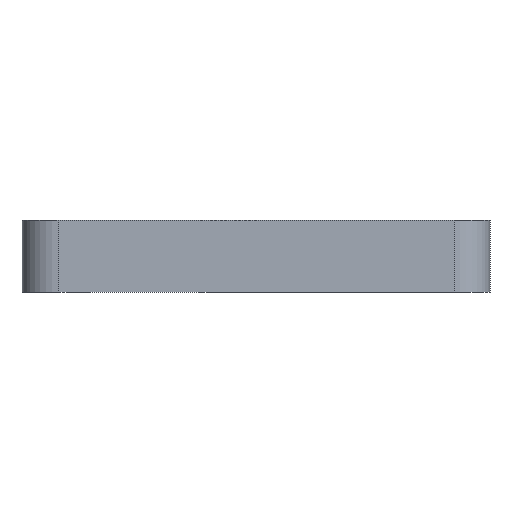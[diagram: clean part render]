
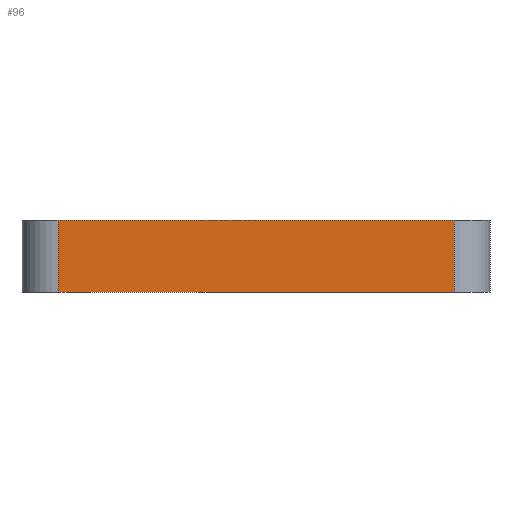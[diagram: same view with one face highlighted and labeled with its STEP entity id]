
A CAD part, front view. The second image highlights one B-rep face of the part: STEP entity #96.
In plain terms, the highlighted planar face has unit normal (0, -1, 0).
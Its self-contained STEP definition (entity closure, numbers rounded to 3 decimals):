
#2 = VECTOR ( 'NONE', #649, 1000. ) ;
#76 = EDGE_LOOP ( 'NONE', ( #1120, #381, #975, #1324 ) ) ;
#81 = VERTEX_POINT ( 'NONE', #101 ) ;
#96 = ADVANCED_FACE ( 'NONE', ( #734 ), #884, .F. ) ;
#101 = CARTESIAN_POINT ( 'NONE',  ( -27.5, -27.5, 10. ) ) ;
#147 = CARTESIAN_POINT ( 'NONE',  ( 27.5, -27.5, 10. ) ) ;
#225 = DIRECTION ( 'NONE',  ( 0., 1., 0. ) ) ;
#245 = EDGE_CURVE ( 'NONE', #486, #399, #1129, .T. ) ;
#293 = VECTOR ( 'NONE', #706, 1000. ) ;
#324 = DIRECTION ( 'NONE',  ( 0., 0., -1. ) ) ;
#348 = LINE ( 'NONE', #607, #936 ) ;
#381 = ORIENTED_EDGE ( 'NONE', *, *, #245, .T. ) ;
#399 = VERTEX_POINT ( 'NONE', #1276 ) ;
#486 = VERTEX_POINT ( 'NONE', #567 ) ;
#503 = VECTOR ( 'NONE', #324, 1000. ) ;
#528 = LINE ( 'NONE', #1321, #2 ) ;
#552 = CARTESIAN_POINT ( 'NONE',  ( -32.5, -27.5, 10. ) ) ;
#554 = CARTESIAN_POINT ( 'NONE',  ( -27.5, -27.5, 10. ) ) ;
#567 = CARTESIAN_POINT ( 'NONE',  ( 27.5, -27.5, 0. ) ) ;
#607 = CARTESIAN_POINT ( 'NONE',  ( -32.5, -27.5, 10. ) ) ;
#649 = DIRECTION ( 'NONE',  ( 1., 0., 0. ) ) ;
#706 = DIRECTION ( 'NONE',  ( 0., 0., 1. ) ) ;
#707 = VERTEX_POINT ( 'NONE', #886 ) ;
#710 = AXIS2_PLACEMENT_3D ( 'NONE', #552, #225, #990 ) ;
#717 = DIRECTION ( 'NONE',  ( 1., 0., 0. ) ) ;
#734 = FACE_OUTER_BOUND ( 'NONE', #76, .T. ) ;
#766 = EDGE_CURVE ( 'NONE', #81, #399, #348, .T. ) ;
#884 = PLANE ( 'NONE',  #710 ) ;
#886 = CARTESIAN_POINT ( 'NONE',  ( -27.5, -27.5, 0. ) ) ;
#936 = VECTOR ( 'NONE', #717, 1000. ) ;
#975 = ORIENTED_EDGE ( 'NONE', *, *, #766, .F. ) ;
#990 = DIRECTION ( 'NONE',  ( 0., 0., 1. ) ) ;
#1120 = ORIENTED_EDGE ( 'NONE', *, *, #1288, .T. ) ;
#1129 = LINE ( 'NONE', #147, #293 ) ;
#1145 = LINE ( 'NONE', #554, #503 ) ;
#1276 = CARTESIAN_POINT ( 'NONE',  ( 27.5, -27.5, 10. ) ) ;
#1288 = EDGE_CURVE ( 'NONE', #707, #486, #528, .T. ) ;
#1321 = CARTESIAN_POINT ( 'NONE',  ( -32.5, -27.5, 0. ) ) ;
#1324 = ORIENTED_EDGE ( 'NONE', *, *, #1360, .T. ) ;
#1360 = EDGE_CURVE ( 'NONE', #81, #707, #1145, .T. ) ;
